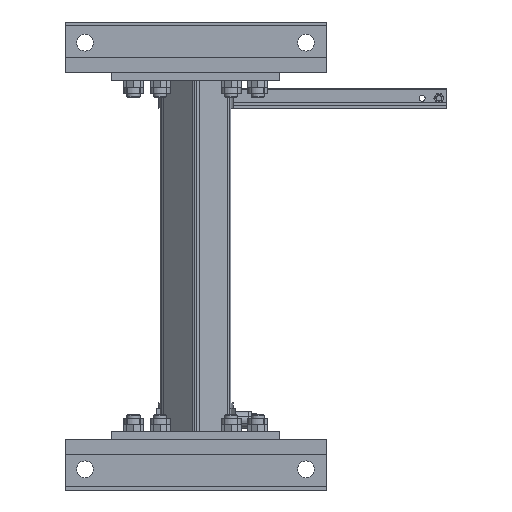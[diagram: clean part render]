
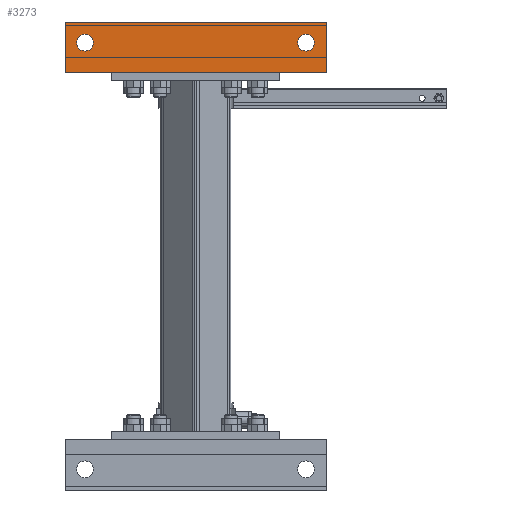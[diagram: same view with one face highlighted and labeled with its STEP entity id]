
A CAD part, left-side view. The second image highlights one B-rep face of the part: STEP entity #3273.
In plain terms, the highlighted face is planar.
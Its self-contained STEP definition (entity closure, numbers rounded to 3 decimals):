
#3273=ADVANCED_FACE('',(#5969,#5970,#5971),#5972,.T.);
#5969=FACE_BOUND('',#8779,.T.);
#5970=FACE_BOUND('',#8780,.T.);
#5971=FACE_OUTER_BOUND('',#8781,.T.);
#5972=PLANE('',#8782);
#8779=EDGE_LOOP('',(#13187));
#8780=EDGE_LOOP('',(#13188));
#8781=EDGE_LOOP('',(#13189,#13190,#13191,#13192));
#8782=AXIS2_PLACEMENT_3D('',#13193,#13194,#13195);
#13187=ORIENTED_EDGE('',*,*,#17325,.T.);
#13188=ORIENTED_EDGE('',*,*,#16877,.T.);
#13189=ORIENTED_EDGE('',*,*,#17326,.T.);
#13190=ORIENTED_EDGE('',*,*,#17327,.F.);
#13191=ORIENTED_EDGE('',*,*,#17095,.T.);
#13192=ORIENTED_EDGE('',*,*,#17328,.T.);
#13193=CARTESIAN_POINT('',(37.5,0.,0.));
#13194=DIRECTION('',(0.,-1.,0.));
#13195=DIRECTION('',(1.,0.,0.));
#16877=EDGE_CURVE('',#19811,#19811,#19812,.T.);
#17095=EDGE_CURVE('',#20110,#20113,#20115,.T.);
#17325=EDGE_CURVE('',#20409,#20409,#20410,.T.);
#17326=EDGE_CURVE('',#20411,#20412,#20413,.T.);
#17327=EDGE_CURVE('',#20110,#20412,#20414,.T.);
#17328=EDGE_CURVE('',#20113,#20411,#20415,.T.);
#19811=VERTEX_POINT('',#25869);
#19812=CIRCLE('',#25870,12.5);
#20110=VERTEX_POINT('',#26638);
#20113=VERTEX_POINT('',#26642);
#20115=LINE('',#26645,#26646);
#20409=VERTEX_POINT('',#27453);
#20410=CIRCLE('',#27454,12.5);
#20411=VERTEX_POINT('',#27455);
#20412=VERTEX_POINT('',#27456);
#20413=LINE('',#27457,#27458);
#20414=LINE('',#27459,#27460);
#20415=LINE('',#27461,#27462);
#25869=CARTESIAN_POINT('',(56.5,0.,360.));
#25870=AXIS2_PLACEMENT_3D('',#30170,#30171,#30172);
#26638=CARTESIAN_POINT('',(0.,0.,0.));
#26642=CARTESIAN_POINT('',(75.,0.,0.));
#26645=CARTESIAN_POINT('',(0.,0.,0.));
#26646=VECTOR('',#30396,1.);
#27453=CARTESIAN_POINT('',(56.5,0.,30.));
#27454=AXIS2_PLACEMENT_3D('',#30627,#30628,#30629);
#27455=CARTESIAN_POINT('',(75.,0.,390.));
#27456=CARTESIAN_POINT('',(0.,0.,390.));
#27457=CARTESIAN_POINT('',(0.,0.,390.));
#27458=VECTOR('',#30630,1.);
#27459=CARTESIAN_POINT('',(0.,0.,0.));
#27460=VECTOR('',#30631,1.);
#27461=CARTESIAN_POINT('',(75.,0.,0.));
#27462=VECTOR('',#30632,1.);
#30170=CARTESIAN_POINT('',(44.,0.,360.));
#30171=DIRECTION('',(0.,1.,0.));
#30172=DIRECTION('',(1.,0.,0.));
#30396=DIRECTION('',(1.,0.,0.));
#30627=CARTESIAN_POINT('',(44.,0.,30.));
#30628=DIRECTION('',(0.,1.,0.));
#30629=DIRECTION('',(1.,0.,0.));
#30630=DIRECTION('',(-1.,0.,0.));
#30631=DIRECTION('',(0.,0.,1.));
#30632=DIRECTION('',(0.,0.,1.));
